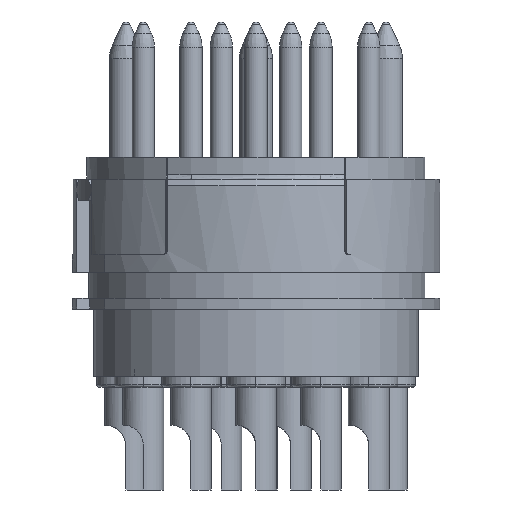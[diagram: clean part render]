
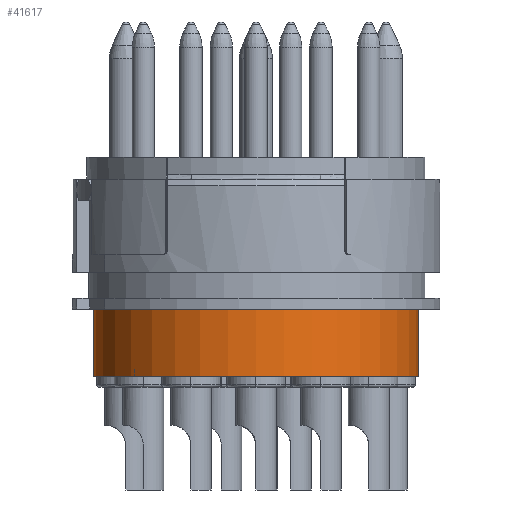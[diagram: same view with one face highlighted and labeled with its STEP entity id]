
A CAD part, left-side view. The second image highlights one B-rep face of the part: STEP entity #41617.
In plain terms, the highlighted cylindrical face has radius 7.5 mm (diameter 15 mm), a partial arc.
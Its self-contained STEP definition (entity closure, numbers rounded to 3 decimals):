
#4655=DIRECTION('',(0.,0.,-1.));
#4656=VECTOR('',#4655,3.1);
#4657=CARTESIAN_POINT('',(0.,-7.5,-2.5));
#4658=LINE('',#4657,#4656);
#4659=DIRECTION('',(0.,0.,-1.));
#4660=VECTOR('',#4659,3.1);
#4661=CARTESIAN_POINT('',(0.,7.5,-2.5));
#4662=LINE('',#4661,#4660);
#4663=CARTESIAN_POINT('',(0.,0.,-2.5));
#4664=DIRECTION('',(0.,0.,-1.));
#4665=DIRECTION('',(0.,-1.,0.));
#4666=AXIS2_PLACEMENT_3D('',#4663,#4664,#4665);
#4668=CARTESIAN_POINT('',(0.,0.,-5.6));
#4669=DIRECTION('',(0.,0.,-1.));
#4670=DIRECTION('',(0.,-1.,0.));
#4671=AXIS2_PLACEMENT_3D('',#4668,#4669,#4670);
#28562=CARTESIAN_POINT('',(0.,-7.5,-2.5));
#28563=CARTESIAN_POINT('',(0.,-7.5,-5.6));
#28564=VERTEX_POINT('',#28562);
#28565=VERTEX_POINT('',#28563);
#28566=CARTESIAN_POINT('',(0.,7.5,-2.5));
#28567=CARTESIAN_POINT('',(0.,7.5,-5.6));
#28568=VERTEX_POINT('',#28566);
#28569=VERTEX_POINT('',#28567);
#41605=CARTESIAN_POINT('',(0.,0.,-6.105));
#41606=DIRECTION('',(0.,0.,1.));
#41607=DIRECTION('',(0.,1.,0.));
#41608=AXIS2_PLACEMENT_3D('',#41605,#41606,#41607);
#41609=CYLINDRICAL_SURFACE('',#41608,7.5);
#41610=ORIENTED_EDGE('',*,*,#41595,.T.);
#41612=ORIENTED_EDGE('',*,*,#41611,.T.);
#41613=ORIENTED_EDGE('',*,*,#41598,.F.);
#41614=ORIENTED_EDGE('',*,*,#41431,.F.);
#41615=EDGE_LOOP('',(#41610,#41612,#41613,#41614));
#41616=FACE_OUTER_BOUND('',#41615,.F.);
#4667=CIRCLE('',#4666,7.5);
#4672=CIRCLE('',#4671,7.5);
#41431=EDGE_CURVE('',#28564,#28568,#4667,.T.);
#41595=EDGE_CURVE('',#28564,#28565,#4658,.T.);
#41598=EDGE_CURVE('',#28568,#28569,#4662,.T.);
#41611=EDGE_CURVE('',#28565,#28569,#4672,.T.);
#41617=ADVANCED_FACE('',(#41616),#41609,.T.);
